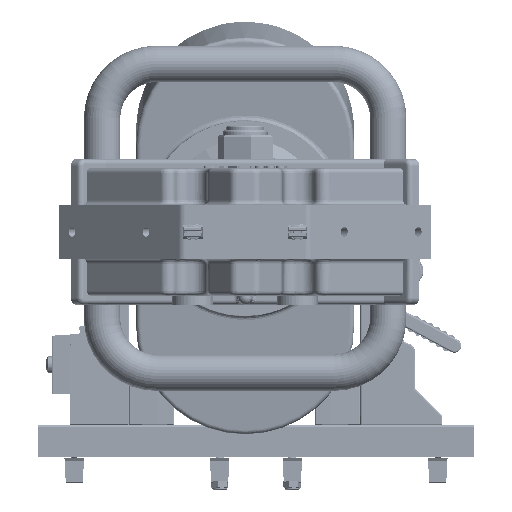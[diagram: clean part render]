
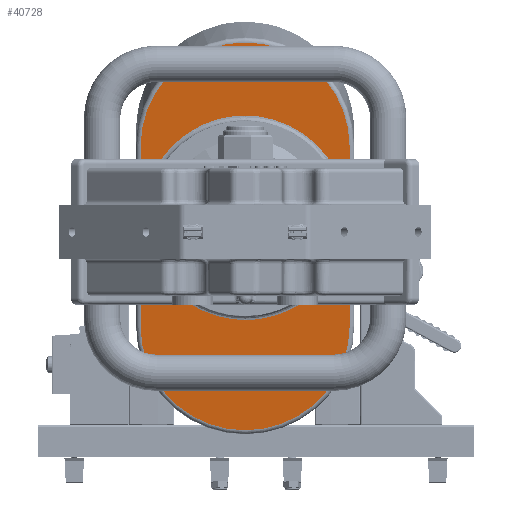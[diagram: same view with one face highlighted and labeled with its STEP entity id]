
A CAD part, front view. The second image highlights one B-rep face of the part: STEP entity #40728.
In plain terms, the highlighted face is planar.
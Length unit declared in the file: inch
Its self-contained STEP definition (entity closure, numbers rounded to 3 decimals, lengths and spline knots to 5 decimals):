
#1703 = ORIENTED_EDGE ( 'NONE', *, *, #59593, .T. ) ;
#4446 = ORIENTED_EDGE ( 'NONE', *, *, #104702, .T. ) ;
#5648 = CARTESIAN_POINT ( 'NONE',  ( 3.75, 3.34897, -5.625 ) ) ;
#6074 = ORIENTED_EDGE ( 'NONE', *, *, #123529, .T. ) ;
#12526 = CARTESIAN_POINT ( 'NONE',  ( 3.75, 3.34897, 0. ) ) ;
#12736 = CARTESIAN_POINT ( 'NONE',  ( 3.75, -2.5, 2.875 ) ) ;
#13257 = VERTEX_POINT ( 'NONE', #12736 ) ;
#16432 = CARTESIAN_POINT ( 'NONE',  ( 3.75, -2.31827, -5.625 ) ) ;
#19036 = AXIS2_PLACEMENT_3D ( 'NONE', #23254, #33976, #108700 ) ;
#20313 = CARTESIAN_POINT ( 'NONE',  ( 3.75, 2.5, 2.875 ) ) ;
#20461 = CARTESIAN_POINT ( 'NONE',  ( 3.75, 2.5, -2.875 ) ) ;
#21422 = AXIS2_PLACEMENT_3D ( 'NONE', #126601, #62624, #137340 ) ;
#23254 = CARTESIAN_POINT ( 'NONE',  ( 3.75, -2.5, 0. ) ) ;
#23680 = LINE ( 'NONE', #34417, #105484 ) ;
#26496 =( BOUNDED_CURVE ( )  B_SPLINE_CURVE ( 3, ( #118996, #108253, #76518, #12526 ),
 .UNSPECIFIED., .F., .F. ) 
 B_SPLINE_CURVE_WITH_KNOTS ( ( 4, 4 ),
 ( 0., 3.14159 ),
 .UNSPECIFIED. ) 
 CURVE ( )  GEOMETRIC_REPRESENTATION_ITEM ( )  RATIONAL_B_SPLINE_CURVE ( ( 1., 0.333, 0.333, 1. ) ) 
 REPRESENTATION_ITEM ( '' )  );
#33318 = CARTESIAN_POINT ( 'NONE',  ( 3.75, -2.5, 0. ) ) ;
#33976 = DIRECTION ( 'NONE',  ( 1., 0., 0. ) ) ;
#34301 = AXIS2_PLACEMENT_3D ( 'NONE', #33318, #108029, #44063 ) ;
#34417 = CARTESIAN_POINT ( 'NONE',  ( 3.75, -2.5, 2.875 ) ) ;
#37896 = VERTEX_POINT ( 'NONE', #129856 ) ;
#38308 = CARTESIAN_POINT ( 'NONE',  ( 3.75, -2.5, -2.875 ) ) ;
#39745 = LINE ( 'NONE', #20461, #93219 ) ;
#40728 = ADVANCED_FACE ( 'NONE', ( #128894, #75469 ), #87204, .T. ) ;
#41161 = ORIENTED_EDGE ( 'NONE', *, *, #93384, .T. ) ;
#44063 = DIRECTION ( 'NONE',  ( 0., 0., -1. ) ) ;
#59593 = EDGE_CURVE ( 'NONE', #121378, #76941, #39745, .T. ) ;
#62624 = DIRECTION ( 'NONE',  ( 1., 0., 0. ) ) ;
#63315 = CARTESIAN_POINT ( 'NONE',  ( 3.75, 2.5, -2.875 ) ) ;
#68426 = ORIENTED_EDGE ( 'NONE', *, *, #102193, .T. ) ;
#70938 = VERTEX_POINT ( 'NONE', #20313 ) ;
#73689 = CIRCLE ( 'NONE', #34301, 2.875 ) ;
#75442 = EDGE_CURVE ( 'NONE', #127888, #37896, #26496, .T. ) ;
#75469 = FACE_BOUND ( 'NONE', #126936, .T. ) ;
#76518 = CARTESIAN_POINT ( 'NONE',  ( 3.75, 3.34897, 5.625 ) ) ;
#76941 = VERTEX_POINT ( 'NONE', #63315 ) ;
#79912 = CARTESIAN_POINT ( 'NONE',  ( 3.75, 3.34897, 0. ) ) ;
#80614 = ORIENTED_EDGE ( 'NONE', *, *, #75442, .T. ) ;
#81745 = EDGE_LOOP ( 'NONE', ( #41161, #68426, #6074, #1703 ) ) ;
#87204 = PLANE ( 'NONE',  #19036 ) ;
#91082 = CARTESIAN_POINT ( 'NONE',  ( 3.75, -2.31827, 0. ) ) ;
#93219 = VECTOR ( 'NONE', #95151, 39.37008 ) ;
#93384 = EDGE_CURVE ( 'NONE', #76941, #70938, #111981, .T. ) ;
#95151 = DIRECTION ( 'NONE',  ( 0., 1., 0. ) ) ;
#96326 =( BOUNDED_CURVE ( )  B_SPLINE_CURVE ( 3, ( #79912, #5648, #16432, #91082 ),
 .UNSPECIFIED., .F., .F. ) 
 B_SPLINE_CURVE_WITH_KNOTS ( ( 4, 4 ),
 ( 3.14159, 6.28319 ),
 .UNSPECIFIED. ) 
 CURVE ( )  GEOMETRIC_REPRESENTATION_ITEM ( )  RATIONAL_B_SPLINE_CURVE ( ( 1., 0.333, 0.333, 1. ) ) 
 REPRESENTATION_ITEM ( '' )  );
#98406 = DIRECTION ( 'NONE',  ( 0., -1., 0. ) ) ;
#102193 = EDGE_CURVE ( 'NONE', #70938, #13257, #23680, .T. ) ;
#104702 = EDGE_CURVE ( 'NONE', #37896, #127888, #96326, .T. ) ;
#105484 = VECTOR ( 'NONE', #98406, 39.37008 ) ;
#108029 = DIRECTION ( 'NONE',  ( 1., 0., 0. ) ) ;
#108253 = CARTESIAN_POINT ( 'NONE',  ( 3.75, -2.31827, 5.625 ) ) ;
#108700 = DIRECTION ( 'NONE',  ( 0., 0., -1. ) ) ;
#111981 = CIRCLE ( 'NONE', #21422, 2.875 ) ;
#118996 = CARTESIAN_POINT ( 'NONE',  ( 3.75, -2.31827, 0. ) ) ;
#121378 = VERTEX_POINT ( 'NONE', #38308 ) ;
#123529 = EDGE_CURVE ( 'NONE', #13257, #121378, #73689, .T. ) ;
#123795 = CARTESIAN_POINT ( 'NONE',  ( 3.75, -2.31827, 0. ) ) ;
#126601 = CARTESIAN_POINT ( 'NONE',  ( 3.75, 2.5, 0. ) ) ;
#126936 = EDGE_LOOP ( 'NONE', ( #80614, #4446 ) ) ;
#127888 = VERTEX_POINT ( 'NONE', #123795 ) ;
#128894 = FACE_OUTER_BOUND ( 'NONE', #81745, .T. ) ;
#129856 = CARTESIAN_POINT ( 'NONE',  ( 3.75, 3.34897, 0. ) ) ;
#137340 = DIRECTION ( 'NONE',  ( 0., 0., -1. ) ) ;
